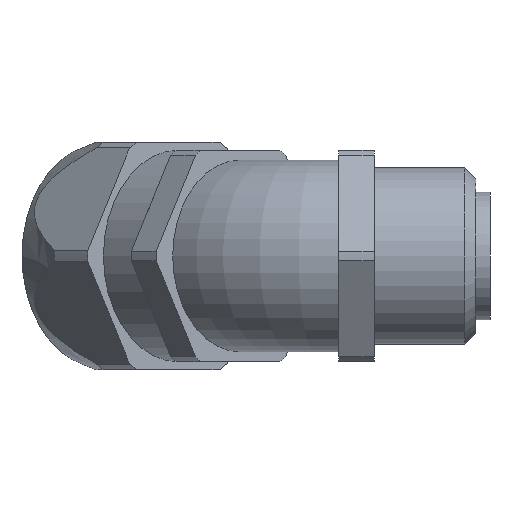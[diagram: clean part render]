
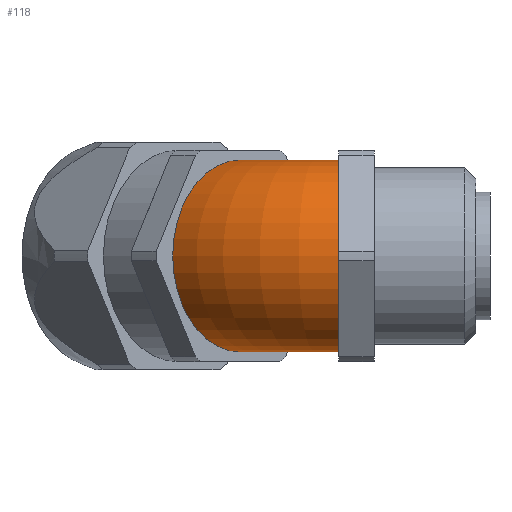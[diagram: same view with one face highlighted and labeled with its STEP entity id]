
A CAD part, left-side view. The second image highlights one B-rep face of the part: STEP entity #118.
In plain terms, the highlighted toroidal (fillet/blend) face has major radius 17.75 mm and minor radius 12.25 mm.
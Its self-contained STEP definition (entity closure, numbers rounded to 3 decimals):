
#118 = ADVANCED_FACE( '', ( #239, #240 ), #241, .T. );
#239 = FACE_OUTER_BOUND( '', #383, .T. );
#240 = FACE_OUTER_BOUND( '', #384, .T. );
#241 = TOROIDAL_SURFACE( '', #385, 17.75, 12.25 );
#383 = EDGE_LOOP( '', ( #763 ) );
#384 = EDGE_LOOP( '', ( #764 ) );
#385 = AXIS2_PLACEMENT_3D( '', #765, #766, #767 );
#763 = ORIENTED_EDGE( '', *, *, #943, .T. );
#764 = ORIENTED_EDGE( '', *, *, #972, .F. );
#765 = CARTESIAN_POINT( '', ( 0., 0., 0. ) );
#766 = DIRECTION( '', ( 0., 0., -1. ) );
#767 = DIRECTION( '', ( -1., 0., 0. ) );
#943 = EDGE_CURVE( '', #1131, #1131, #1132, .T. );
#972 = EDGE_CURVE( '', #1176, #1176, #1177, .T. );
#1131 = VERTEX_POINT( '', #1559 );
#1132 = CIRCLE( '', #1560, 12.25 );
#1176 = VERTEX_POINT( '', #1624 );
#1177 = CIRCLE( '', #1625, 12.25 );
#1559 = CARTESIAN_POINT( '', ( -5.5, 0., 0. ) );
#1560 = AXIS2_PLACEMENT_3D( '', #1854, #1855, #1856 );
#1624 = CARTESIAN_POINT( '', ( -3.889, 3.889, 0. ) );
#1625 = AXIS2_PLACEMENT_3D( '', #1901, #1902, #1903 );
#1854 = CARTESIAN_POINT( '', ( -17.75, 0., 0. ) );
#1855 = DIRECTION( '', ( 0., 1., 0. ) );
#1856 = DIRECTION( '', ( 1., 0., 0. ) );
#1901 = CARTESIAN_POINT( '', ( -12.551, 12.551, 0. ) );
#1902 = DIRECTION( '', ( 0.707, 0.707, 0. ) );
#1903 = DIRECTION( '', ( 0.707, -0.707, 0. ) );
